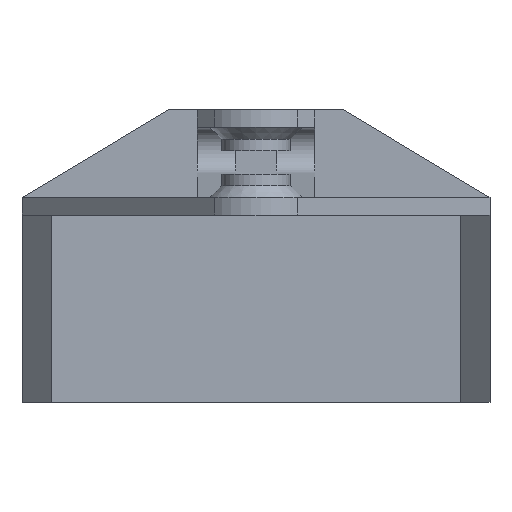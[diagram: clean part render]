
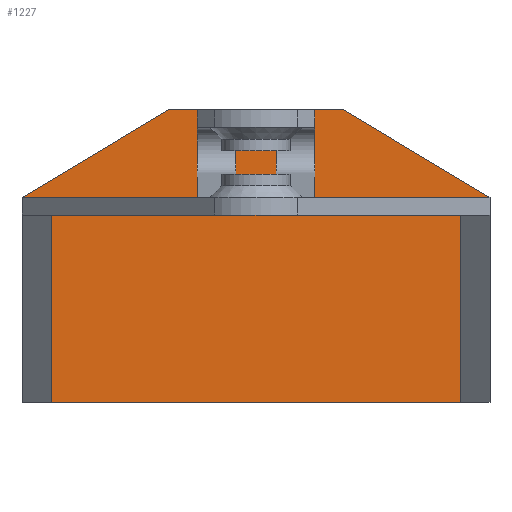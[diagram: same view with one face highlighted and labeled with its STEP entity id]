
A CAD part, front view. The second image highlights one B-rep face of the part: STEP entity #1227.
In plain terms, the highlighted planar face has unit normal (0, -1, 0).
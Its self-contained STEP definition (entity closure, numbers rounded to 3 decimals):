
#44=PLANE('',#1333);
#98=FACE_OUTER_BOUND('',#164,.T.);
#164=EDGE_LOOP('',(#974,#975,#976,#977,#978,#979,#980,#981,#982,#983,#984,
#985,#986,#987,#988,#989,#990,#991,#992,#993));
#233=LINE('',#1812,#381);
#241=LINE('',#1828,#389);
#259=LINE('',#1870,#407);
#268=LINE('',#1890,#416);
#276=LINE('',#1906,#424);
#277=LINE('',#1908,#425);
#278=LINE('',#1910,#426);
#279=LINE('',#1912,#427);
#280=LINE('',#1914,#428);
#281=LINE('',#1915,#429);
#282=LINE('',#1917,#430);
#283=LINE('',#1919,#431);
#284=LINE('',#1920,#432);
#285=LINE('',#1922,#433);
#286=LINE('',#1924,#434);
#287=LINE('',#1926,#435);
#288=LINE('',#1928,#436);
#289=LINE('',#1930,#437);
#290=LINE('',#1931,#438);
#291=LINE('',#1932,#439);
#381=VECTOR('',#1485,10.);
#389=VECTOR('',#1495,10.);
#407=VECTOR('',#1527,10.);
#416=VECTOR('',#1538,10.);
#424=VECTOR('',#1550,10.);
#425=VECTOR('',#1551,10.);
#426=VECTOR('',#1552,10.);
#427=VECTOR('',#1553,10.);
#428=VECTOR('',#1554,10.);
#429=VECTOR('',#1555,10.);
#430=VECTOR('',#1556,10.);
#431=VECTOR('',#1557,10.);
#432=VECTOR('',#1558,10.);
#433=VECTOR('',#1559,10.);
#434=VECTOR('',#1560,10.);
#435=VECTOR('',#1561,10.);
#436=VECTOR('',#1562,10.);
#437=VECTOR('',#1563,10.);
#438=VECTOR('',#1564,10.);
#439=VECTOR('',#1565,10.);
#572=VERTEX_POINT('',#1809);
#573=VERTEX_POINT('',#1811);
#579=VERTEX_POINT('',#1825);
#580=VERTEX_POINT('',#1827);
#596=VERTEX_POINT('',#1867);
#597=VERTEX_POINT('',#1869);
#606=VERTEX_POINT('',#1887);
#607=VERTEX_POINT('',#1889);
#613=VERTEX_POINT('',#1905);
#614=VERTEX_POINT('',#1907);
#615=VERTEX_POINT('',#1909);
#616=VERTEX_POINT('',#1911);
#617=VERTEX_POINT('',#1913);
#618=VERTEX_POINT('',#1916);
#619=VERTEX_POINT('',#1918);
#620=VERTEX_POINT('',#1921);
#621=VERTEX_POINT('',#1923);
#622=VERTEX_POINT('',#1925);
#623=VERTEX_POINT('',#1927);
#624=VERTEX_POINT('',#1929);
#706=EDGE_CURVE('',#572,#573,#233,.T.);
#714=EDGE_CURVE('',#580,#579,#241,.T.);
#735=EDGE_CURVE('',#597,#596,#259,.T.);
#745=EDGE_CURVE('',#607,#606,#268,.T.);
#753=EDGE_CURVE('',#579,#613,#276,.T.);
#754=EDGE_CURVE('',#613,#614,#277,.T.);
#755=EDGE_CURVE('',#614,#615,#278,.T.);
#756=EDGE_CURVE('',#615,#616,#279,.T.);
#757=EDGE_CURVE('',#617,#616,#280,.T.);
#758=EDGE_CURVE('',#617,#607,#281,.T.);
#759=EDGE_CURVE('',#606,#618,#282,.T.);
#760=EDGE_CURVE('',#619,#618,#283,.T.);
#761=EDGE_CURVE('',#597,#619,#284,.T.);
#762=EDGE_CURVE('',#596,#620,#285,.T.);
#763=EDGE_CURVE('',#621,#620,#286,.T.);
#764=EDGE_CURVE('',#621,#622,#287,.T.);
#765=EDGE_CURVE('',#622,#623,#288,.T.);
#766=EDGE_CURVE('',#623,#624,#289,.T.);
#767=EDGE_CURVE('',#624,#573,#290,.T.);
#768=EDGE_CURVE('',#580,#572,#291,.T.);
#974=ORIENTED_EDGE('',*,*,#753,.T.);
#975=ORIENTED_EDGE('',*,*,#754,.T.);
#976=ORIENTED_EDGE('',*,*,#755,.T.);
#977=ORIENTED_EDGE('',*,*,#756,.T.);
#978=ORIENTED_EDGE('',*,*,#757,.F.);
#979=ORIENTED_EDGE('',*,*,#758,.T.);
#980=ORIENTED_EDGE('',*,*,#745,.T.);
#981=ORIENTED_EDGE('',*,*,#759,.T.);
#982=ORIENTED_EDGE('',*,*,#760,.F.);
#983=ORIENTED_EDGE('',*,*,#761,.F.);
#984=ORIENTED_EDGE('',*,*,#735,.T.);
#985=ORIENTED_EDGE('',*,*,#762,.T.);
#986=ORIENTED_EDGE('',*,*,#763,.F.);
#987=ORIENTED_EDGE('',*,*,#764,.T.);
#988=ORIENTED_EDGE('',*,*,#765,.T.);
#989=ORIENTED_EDGE('',*,*,#766,.T.);
#990=ORIENTED_EDGE('',*,*,#767,.T.);
#991=ORIENTED_EDGE('',*,*,#706,.F.);
#992=ORIENTED_EDGE('',*,*,#768,.F.);
#993=ORIENTED_EDGE('',*,*,#714,.T.);
#1227=ADVANCED_FACE('',(#98),#44,.T.);
#1333=AXIS2_PLACEMENT_3D('',#1904,#1548,#1549);
#1485=DIRECTION('',(0.,0.,-1.));
#1495=DIRECTION('',(0.,0.,-1.));
#1527=DIRECTION('',(-1.,0.,0.));
#1538=DIRECTION('',(-1.,0.,0.));
#1548=DIRECTION('center_axis',(0.,-1.,0.));
#1549=DIRECTION('ref_axis',(-1.,0.,0.));
#1550=DIRECTION('',(-1.,0.,0.));
#1551=DIRECTION('',(0.,0.,1.));
#1552=DIRECTION('',(-1.,0.,0.));
#1553=DIRECTION('',(-0.857,0.,-0.514));
#1554=DIRECTION('',(-1.,0.,0.));
#1555=DIRECTION('',(0.,0.,-1.));
#1556=DIRECTION('',(0.,0.,-1.));
#1557=DIRECTION('',(-1.,0.,0.));
#1558=DIRECTION('',(0.,0.,-1.));
#1559=DIRECTION('',(0.,0.,1.));
#1560=DIRECTION('',(-1.,0.,0.));
#1561=DIRECTION('',(-0.857,0.,0.514));
#1562=DIRECTION('',(-1.,0.,0.));
#1563=DIRECTION('',(0.,0.,-1.));
#1564=DIRECTION('',(-1.,0.,0.));
#1565=DIRECTION('',(1.,0.,0.));
#1809=CARTESIAN_POINT('',(3.5,-4.,15.));
#1811=CARTESIAN_POINT('',(3.5,-4.,0.2));
#1812=CARTESIAN_POINT('',(3.5,-4.,15.));
#1825=CARTESIAN_POINT('',(-3.5,-4.,0.2));
#1827=CARTESIAN_POINT('',(-3.5,-4.,15.));
#1828=CARTESIAN_POINT('',(-3.5,-4.,15.));
#1867=CARTESIAN_POINT('',(33.5,-4.,-3.));
#1869=CARTESIAN_POINT('',(35.,-4.,-3.));
#1870=CARTESIAN_POINT('',(17.5,-4.,-3.));
#1887=CARTESIAN_POINT('',(-35.,-4.,-3.));
#1889=CARTESIAN_POINT('',(-33.5,-4.,-3.));
#1890=CARTESIAN_POINT('',(17.5,-4.,-3.));
#1904=CARTESIAN_POINT('Origin',(35.,-4.,0.));
#1905=CARTESIAN_POINT('',(-10.,-4.,0.2));
#1906=CARTESIAN_POINT('',(17.5,-4.,0.2));
#1907=CARTESIAN_POINT('',(-10.,-4.,15.));
#1908=CARTESIAN_POINT('',(-10.,-4.,4.797));
#1909=CARTESIAN_POINT('',(-15.,-4.,15.));
#1910=CARTESIAN_POINT('',(-15.,-4.,15.));
#1911=CARTESIAN_POINT('',(-40.,-4.,0.));
#1912=CARTESIAN_POINT('',(-40.,-4.,0.));
#1913=CARTESIAN_POINT('',(-33.5,-4.,0.));
#1914=CARTESIAN_POINT('',(0.,-4.,0.));
#1915=CARTESIAN_POINT('',(-33.5,-4.,0.));
#1916=CARTESIAN_POINT('',(-35.,-4.,-35.));
#1917=CARTESIAN_POINT('',(-35.,-4.,0.));
#1918=CARTESIAN_POINT('',(35.,-4.,-35.));
#1919=CARTESIAN_POINT('',(35.,-4.,-35.));
#1920=CARTESIAN_POINT('',(35.,-4.,0.));
#1921=CARTESIAN_POINT('',(33.5,-4.,0.));
#1922=CARTESIAN_POINT('',(33.5,-4.,0.));
#1923=CARTESIAN_POINT('',(40.,-4.,0.));
#1924=CARTESIAN_POINT('',(0.,-4.,0.));
#1925=CARTESIAN_POINT('',(15.,-4.,15.));
#1926=CARTESIAN_POINT('',(15.,-4.,15.));
#1927=CARTESIAN_POINT('',(10.,-4.,15.));
#1928=CARTESIAN_POINT('',(-15.,-4.,15.));
#1929=CARTESIAN_POINT('',(10.,-4.,0.2));
#1930=CARTESIAN_POINT('',(10.,-4.,4.797));
#1931=CARTESIAN_POINT('',(17.5,-4.,0.2));
#1932=CARTESIAN_POINT('',(5.75,-4.,15.));
